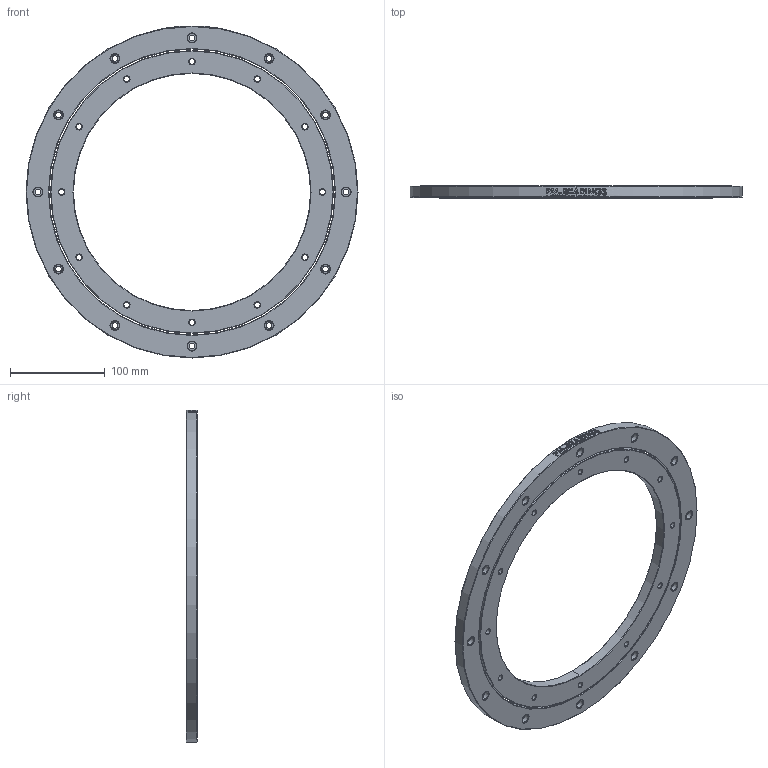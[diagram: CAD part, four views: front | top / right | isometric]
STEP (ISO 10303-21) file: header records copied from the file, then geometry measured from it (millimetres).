
FILE_DESCRIPTION (( 'STEP AP214' ), '1' );
FILE_NAME ('FMB-250.350.STEP', '2012-03-24T09:38:21', ( '' ), ( '' ), 'SwSTEP 2.0', 'SolidWorks 2011', '' );
FILE_SCHEMA (( 'AUTOMOTIVE_DESIGN' ));
Length unit declared in the file: millimetre
Products named in the file (1): FMB-250.350
Bounding box: 350 x 12.5 x 350 mm (x, y, z)
Volume: 528376.6 mm3; surface area: 142655.6 mm2
Topology: 2 solids, 2 shells, 417 faces, 984 edges, 610 vertices
Faces by surface type: cylinder 124, cone 120, plane 116, bspline 43, torus 14
Entity records: 15859 total; most frequent: CARTESIAN_POINT 4615, DIRECTION 2050, ORIENTED_EDGE 1968, EDGE_CURVE 984, AXIS2_PLACEMENT_3D 821, VERTEX_POINT 610, EDGE_LOOP 508, CIRCLE 446
